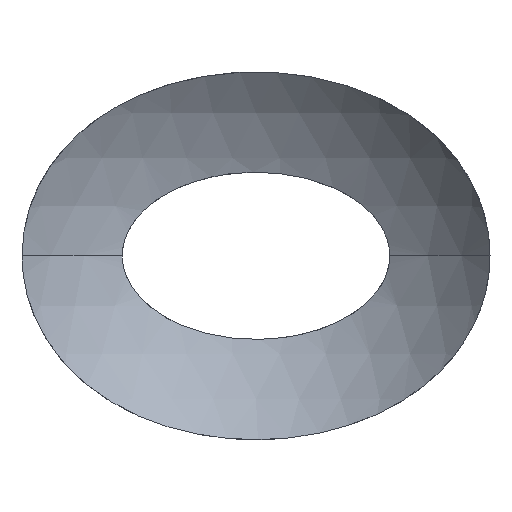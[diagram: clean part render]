
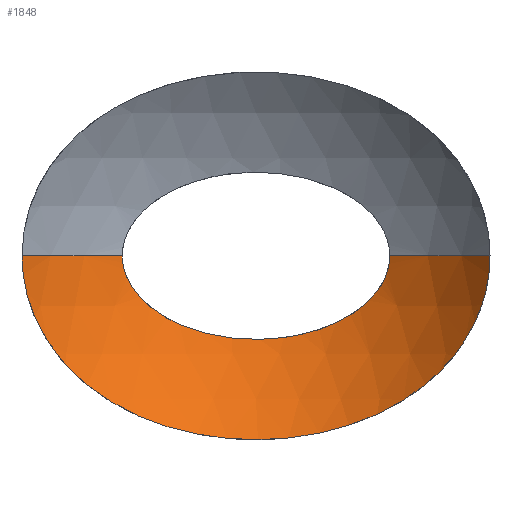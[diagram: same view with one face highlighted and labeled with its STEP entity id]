
A CAD part, front view. The second image highlights one B-rep face of the part: STEP entity #1848.
In plain terms, the highlighted spherical face has radius 8.5 mm.
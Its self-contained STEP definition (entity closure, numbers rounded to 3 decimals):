
#33 = CARTESIAN_POINT ( 'NONE',  ( -2.867, 1.398, -5.051 ) ) ;
#48 = CARTESIAN_POINT ( 'NONE',  ( 6.448, 0.266, -2.198 ) ) ;
#86 = CARTESIAN_POINT ( 'NONE',  ( 5.018, 0.834, -3.906 ) ) ;
#126 = CARTESIAN_POINT ( 'NONE',  ( 0., -4.822, 0. ) ) ;
#144 = CARTESIAN_POINT ( 'NONE',  ( 4., 2.678, 0. ) ) ;
#192 = CARTESIAN_POINT ( 'NONE',  ( -5.881, 0.509, -3.049 ) ) ;
#234 = CARTESIAN_POINT ( 'NONE',  ( 1.719, 3.198, -2.275 ) ) ;
#236 = ORIENTED_EDGE ( 'NONE', *, *, #351, .T. ) ;
#258 = CARTESIAN_POINT ( 'NONE',  ( -4., 2.678, 0. ) ) ;
#291 = EDGE_CURVE ( 'NONE', #911, #2481, #1969, .T. ) ;
#298 = CARTESIAN_POINT ( 'NONE',  ( -5.326, 0.724, -3.648 ) ) ;
#308 = EDGE_CURVE ( 'NONE', #2481, #1119, #2771, .T. ) ;
#341 = CARTESIAN_POINT ( 'NONE',  ( 4., 2.678, 0. ) ) ;
#349 = CARTESIAN_POINT ( 'NONE',  ( 1.662, 1.576, -5.36 ) ) ;
#351 = EDGE_CURVE ( 'NONE', #942, #1119, #2085, .T. ) ;
#365 = CARTESIAN_POINT ( 'NONE',  ( 3.252, 2.899, -1.502 ) ) ;
#379 = DIRECTION ( 'NONE',  ( -1., 0., 0. ) ) ;
#418 = CARTESIAN_POINT ( 'NONE',  ( -6.549, 0.221, -2.027 ) ) ;
#463 = CARTESIAN_POINT ( 'NONE',  ( -7., 0., 0. ) ) ;
#477 = CARTESIAN_POINT ( 'NONE',  ( -4., 2.678, 0. ) ) ;
#526 = ORIENTED_EDGE ( 'NONE', *, *, #308, .F. ) ;
#550 = CARTESIAN_POINT ( 'NONE',  ( -3.251, 1.321, -4.912 ) ) ;
#606 = CARTESIAN_POINT ( 'NONE',  ( 2.068, 1.527, -5.277 ) ) ;
#625 = CARTESIAN_POINT ( 'NONE',  ( -7., 0., -0.209 ) ) ;
#687 = ORIENTED_EDGE ( 'NONE', *, *, #291, .F. ) ;
#709 = CARTESIAN_POINT ( 'NONE',  ( -3.598, 2.801, -1.096 ) ) ;
#739 = CARTESIAN_POINT ( 'NONE',  ( -0.872, 3.281, -2.456 ) ) ;
#758 = CARTESIAN_POINT ( 'NONE',  ( -3.255, 2.898, -1.498 ) ) ;
#774 = CARTESIAN_POINT ( 'NONE',  ( 0.435, 3.302, -2.5 ) ) ;
#794 = CARTESIAN_POINT ( 'NONE',  ( -0.837, 1.642, -5.472 ) ) ;
#866 = CIRCLE ( 'NONE', #1840, 8.5 ) ;
#880 = CARTESIAN_POINT ( 'NONE',  ( 3.988, 2.682, -0.218 ) ) ;
#896 = DIRECTION ( 'NONE',  ( 0., 0., -1. ) ) ;
#911 = VERTEX_POINT ( 'NONE', #2408 ) ;
#931 = CARTESIAN_POINT ( 'NONE',  ( -6.985, 0.008, -0.422 ) ) ;
#942 = VERTEX_POINT ( 'NONE', #341 ) ;
#981 = CARTESIAN_POINT ( 'NONE',  ( -3.828, 2.733, -0.733 ) ) ;
#994 = CARTESIAN_POINT ( 'NONE',  ( -3.662, 2.783, -1.011 ) ) ;
#1089 = CARTESIAN_POINT ( 'NONE',  ( -2.073, 1.522, -5.268 ) ) ;
#1103 = CARTESIAN_POINT ( 'NONE',  ( 6.941, 0.031, -0.836 ) ) ;
#1119 = VERTEX_POINT ( 'NONE', #258 ) ;
#1140 = DIRECTION ( 'NONE',  ( 1., 0., 0. ) ) ;
#1157 = CARTESIAN_POINT ( 'NONE',  ( 3.944, 2.696, -0.429 ) ) ;
#1213 = CARTESIAN_POINT ( 'NONE',  ( -6.717, 0.14, -1.641 ) ) ;
#1231 = CARTESIAN_POINT ( 'NONE',  ( -2.133, 3.136, -2.137 ) ) ;
#1278 = CARTESIAN_POINT ( 'NONE',  ( -3.777, 2.749, -0.829 ) ) ;
#1331 = CARTESIAN_POINT ( 'NONE',  ( 6.541, 0.223, -2.015 ) ) ;
#1349 = CARTESIAN_POINT ( 'NONE',  ( -5.748, 0.562, -3.205 ) ) ;
#1366 = CARTESIAN_POINT ( 'NONE',  ( 6.703, 0.146, -1.636 ) ) ;
#1397 = CARTESIAN_POINT ( 'NONE',  ( 0.831, 1.642, -5.473 ) ) ;
#1577 = CARTESIAN_POINT ( 'NONE',  ( -1.665, 1.571, -5.352 ) ) ;
#1594 = CARTESIAN_POINT ( 'NONE',  ( -4.353, 1.044, -4.366 ) ) ;
#1611 = CARTESIAN_POINT ( 'NONE',  ( 7., 0., -0.424 ) ) ;
#1628 = ORIENTED_EDGE ( 'NONE', *, *, #2639, .T. ) ;
#1630 = CARTESIAN_POINT ( 'NONE',  ( 5.75, 0.561, -3.203 ) ) ;
#1713 = CARTESIAN_POINT ( 'NONE',  ( 0., -4.822, 0. ) ) ;
#1748 = CARTESIAN_POINT ( 'NONE',  ( -1.72, 3.197, -2.274 ) ) ;
#1840 = AXIS2_PLACEMENT_3D ( 'NONE', #1713, #2484, #1140 ) ;
#1847 = CARTESIAN_POINT ( 'NONE',  ( 6.774, 0.112, -1.438 ) ) ;
#1848 = ADVANCED_FACE ( 'NONE', ( #2200 ), #3306, .F. ) ;
#1902 = CARTESIAN_POINT ( 'NONE',  ( 2.861, 1.399, -5.053 ) ) ;
#1921 = CARTESIAN_POINT ( 'NONE',  ( 3.911, 2.707, -0.534 ) ) ;
#1953 = CARTESIAN_POINT ( 'NONE',  ( -6.884, 0.058, -1.042 ) ) ;
#1969 = B_SPLINE_CURVE_WITH_KNOTS ( 'NONE', 3,
 ( #2931, #1611, #1103, #1847, #1366, #1331, #48, #2954, #2415, #2877, #1630, #2663, #86, #2155, #3188, #3208, #1902, #606, #349, #1397, #3135, #2895, #794, #2615, #1577, #1089, #2366, #33, #550, #3170, #1594, #2631, #298, #1349, #192, #2757, #2971, #418, #1213, #1953, #3282, #931, #625, #3002 ),
 .UNSPECIFIED., .F., .F.,
 ( 4, 2, 2, 2, 2, 2, 2, 2, 2, 2, 2, 2, 2, 2, 2, 2, 2, 2, 2, 2, 2, 4 ),
 ( 0., 0.001, 0.002, 0.003, 0.003, 0.004, 0.005, 0.006, 0.008, 0.009, 0.01, 0.011, 0.012, 0.013, 0.014, 0.015, 0.016, 0.017, 0.018, 0.019, 0.019, 0.02 ),
 .UNSPECIFIED. ) ;
#2031 = CARTESIAN_POINT ( 'NONE',  ( -2.898, 2.987, -1.75 ) ) ;
#2085 = B_SPLINE_CURVE_WITH_KNOTS ( 'NONE', 3,
 ( #144, #3227, #880, #1157, #1921, #2699, #2210, #365, #3260, #2857, #234, #2576, #774, #2261, #739, #1748, #1231, #2031, #758, #709, #994, #1278, #981, #2790, #3312, #477 ),
 .UNSPECIFIED., .F., .F.,
 ( 4, 2, 2, 2, 2, 2, 2, 2, 2, 2, 2, 2, 4 ),
 ( 0., 0., 0.001, 0.001, 0.003, 0.004, 0.005, 0.006, 0.008, 0.009, 0.009, 0.01, 0.01 ),
 .UNSPECIFIED. ) ;
#2155 = CARTESIAN_POINT ( 'NONE',  ( 4.351, 1.045, -4.368 ) ) ;
#2200 = FACE_OUTER_BOUND ( 'NONE', #3091, .T. ) ;
#2210 = CARTESIAN_POINT ( 'NONE',  ( 3.667, 2.782, -1.016 ) ) ;
#2261 = CARTESIAN_POINT ( 'NONE',  ( -0.436, 3.302, -2.5 ) ) ;
#2366 = CARTESIAN_POINT ( 'NONE',  ( -2.274, 1.494, -5.219 ) ) ;
#2408 = CARTESIAN_POINT ( 'NONE',  ( 7., 0., 0. ) ) ;
#2415 = CARTESIAN_POINT ( 'NONE',  ( 6.128, 0.407, -2.722 ) ) ;
#2481 = VERTEX_POINT ( 'NONE', #463 ) ;
#2484 = DIRECTION ( 'NONE',  ( 0., 0., 1. ) ) ;
#2528 = DIRECTION ( 'NONE',  ( 0., 0., 1. ) ) ;
#2576 = CARTESIAN_POINT ( 'NONE',  ( 0.87, 3.281, -2.456 ) ) ;
#2615 = CARTESIAN_POINT ( 'NONE',  ( -1.458, 1.592, -5.388 ) ) ;
#2631 = CARTESIAN_POINT ( 'NONE',  ( -5.018, 0.834, -3.906 ) ) ;
#2639 = EDGE_CURVE ( 'NONE', #911, #942, #866, .T. ) ;
#2663 = CARTESIAN_POINT ( 'NONE',  ( 5.332, 0.722, -3.642 ) ) ;
#2699 = CARTESIAN_POINT ( 'NONE',  ( 3.786, 2.746, -0.833 ) ) ;
#2737 = DIRECTION ( 'NONE',  ( -1., 0., 0. ) ) ;
#2757 = CARTESIAN_POINT ( 'NONE',  ( -6.126, 0.407, -2.724 ) ) ;
#2771 = CIRCLE ( 'NONE', #2939, 8.5 ) ;
#2785 = CARTESIAN_POINT ( 'NONE',  ( 0., -4.822, 0. ) ) ;
#2790 = CARTESIAN_POINT ( 'NONE',  ( -3.953, 2.694, -0.435 ) ) ;
#2857 = CARTESIAN_POINT ( 'NONE',  ( 2.131, 3.136, -2.138 ) ) ;
#2877 = CARTESIAN_POINT ( 'NONE',  ( 5.881, 0.508, -3.048 ) ) ;
#2895 = CARTESIAN_POINT ( 'NONE',  ( -0.421, 1.659, -5.5 ) ) ;
#2931 = CARTESIAN_POINT ( 'NONE',  ( 7., 0., 0. ) ) ;
#2939 = AXIS2_PLACEMENT_3D ( 'NONE', #126, #896, #2737 ) ;
#2954 = CARTESIAN_POINT ( 'NONE',  ( 6.242, 0.357, -2.551 ) ) ;
#2971 = CARTESIAN_POINT ( 'NONE',  ( -6.239, 0.359, -2.555 ) ) ;
#3002 = CARTESIAN_POINT ( 'NONE',  ( -7., 0., 0. ) ) ;
#3091 = EDGE_LOOP ( 'NONE', ( #687, #1628, #236, #526 ) ) ;
#3135 = CARTESIAN_POINT ( 'NONE',  ( 0.411, 1.659, -5.5 ) ) ;
#3170 = CARTESIAN_POINT ( 'NONE',  ( -3.993, 1.144, -4.57 ) ) ;
#3188 = CARTESIAN_POINT ( 'NONE',  ( 3.997, 1.143, -4.568 ) ) ;
#3208 = CARTESIAN_POINT ( 'NONE',  ( 3.252, 1.321, -4.912 ) ) ;
#3227 = CARTESIAN_POINT ( 'NONE',  ( 4., 2.678, -0.11 ) ) ;
#3260 = CARTESIAN_POINT ( 'NONE',  ( 2.898, 2.987, -1.751 ) ) ;
#3282 = CARTESIAN_POINT ( 'NONE',  ( -6.927, 0.037, -0.838 ) ) ;
#3306 = SPHERICAL_SURFACE ( 'NONE', #3324, 8.5 ) ;
#3312 = CARTESIAN_POINT ( 'NONE',  ( -4., 2.678, -0.216 ) ) ;
#3324 = AXIS2_PLACEMENT_3D ( 'NONE', #2785, #2528, #379 ) ;
